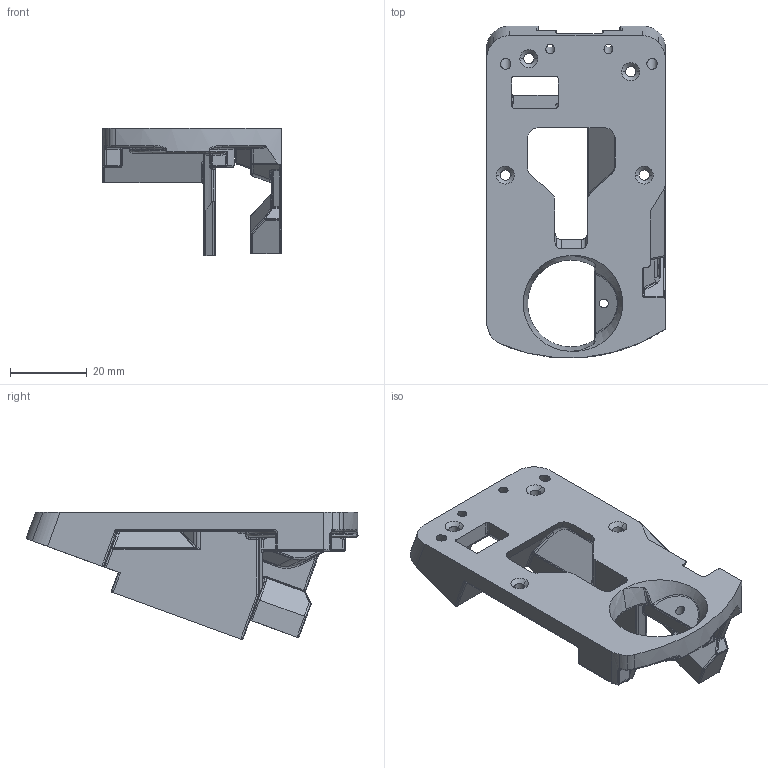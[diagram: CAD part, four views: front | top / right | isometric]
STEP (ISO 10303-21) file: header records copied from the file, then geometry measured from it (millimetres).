
FILE_DESCRIPTION(('STEP AP214'),'1');
FILE_NAME('Structure.stp','2023-02-18T09:14:16',(' '),(' '),'Spatial InterOp 3D',' ',' ');
FILE_SCHEMA(('AUTOMOTIVE_DESIGN { 1 0 10303 214 1 1 1 1 }'));
Length unit declared in the file: metre
Products named in the file (1): Structure
Bounding box: 46.71 x 86.69 x 33.34 mm (x, y, z)
Volume: 23487.4 mm3; surface area: 14514.7 mm2
Topology: 1 solids, 1 shells, 598 faces, 1581 edges, 963 vertices
Faces by surface type: cylinder 352, bspline 86, plane 85, torus 33, cone 31, sphere 9, revolution 2
Entity records: 46820 total; most frequent: CARTESIAN_POINT 32306, ORIENTED_EDGE 3116, DIRECTION 3027, EDGE_CURVE 1558, AXIS2_PLACEMENT_3D 1208, VERTEX_POINT 963, EDGE_LOOP 623, LINE 609
